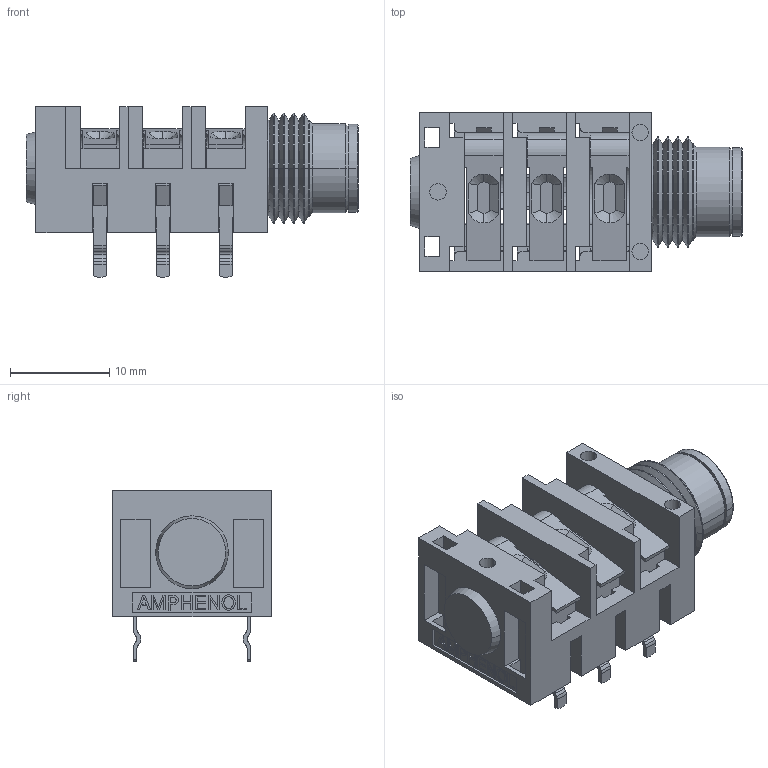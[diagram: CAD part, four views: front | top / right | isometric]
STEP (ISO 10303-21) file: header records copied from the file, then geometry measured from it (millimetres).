
FILE_DESCRIPTION((''),'2;1');
FILE_NAME('ACJS-HHDR.stp','2010-10-27T09:27:10',(''),(''),'Mechanical Desktop 2006','Mechanical Desktop 2006',', , ');
FILE_SCHEMA(('CONFIG_CONTROL_DESIGN'));
Length unit declared in the file: millimetre
Products named in the file (3): ACJS-HHDR MODEL; PART1; ~PART1
Assembly tree (2 placements, depth 2):
  ACJS-HHDR MODEL
    PART1
    ~PART1
Bounding box: 33.5 x 16 x 17.2 mm (x, y, z)
Volume: 2779.6 mm3; surface area: 4982.5 mm2
Topology: 8 solids, 8 shells, 651 faces, 1816 edges, 1184 vertices
Faces by surface type: plane 426, cylinder 169, cone 50, bspline 4, torus 2
Entity records: 21030 total; most frequent: CARTESIAN_POINT 3780, ORIENTED_EDGE 3632, DIRECTION 3515, EDGE_CURVE 1816, VECTOR 1361, LINE 1361, VERTEX_POINT 1184, AXIS2_PLACEMENT_3D 1077
